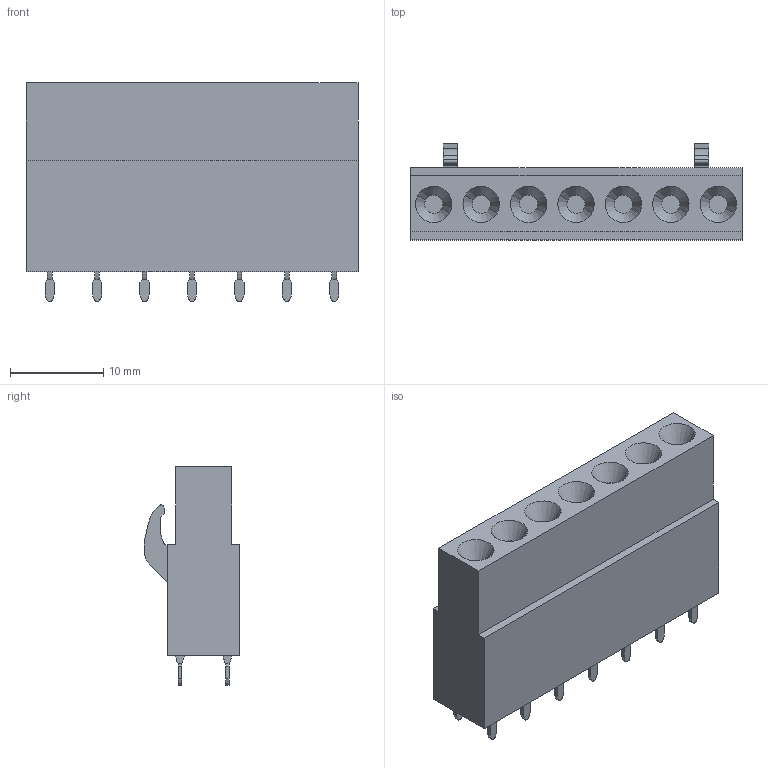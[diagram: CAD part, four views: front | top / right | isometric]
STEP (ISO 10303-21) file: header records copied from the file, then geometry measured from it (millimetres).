
FILE_DESCRIPTION(('CATIA V5 STEP Exchange','CAx-IF Rec.Pracs.--- Model Styling and Organization---1.2---2011-12-15'),'2;1');
FILE_NAME ('D1453895_0', '2018-09-01T02:48:59+00:00', ('none'), ('Weidmueller'), 'CATIA Version 5-6 Release 2014', 'CATIA V5 STEP AP214', 'none');
FILE_SCHEMA(('AUTOMOTIVE_DESIGN { 1 0 10303 214 1 1 1 1 }'));
Length unit declared in the file: millimetre
Products named in the file (1): 1630760000
Bounding box: 35.56 x 10.28 x 23.45 mm (x, y, z)
Volume: 5017.9 mm3; surface area: 2604.4 mm2
Topology: 15 solids, 15 shells, 375 faces, 882 edges, 560 vertices
Faces by surface type: plane 305, cylinder 56, cone 14
Entity records: 9784 total; most frequent: ORIENTED_EDGE 1764, CARTESIAN_POINT 1691, DIRECTION 1378, EDGE_CURVE 882, VECTOR 742, LINE 742, VERTEX_POINT 560, EDGE_LOOP 398
